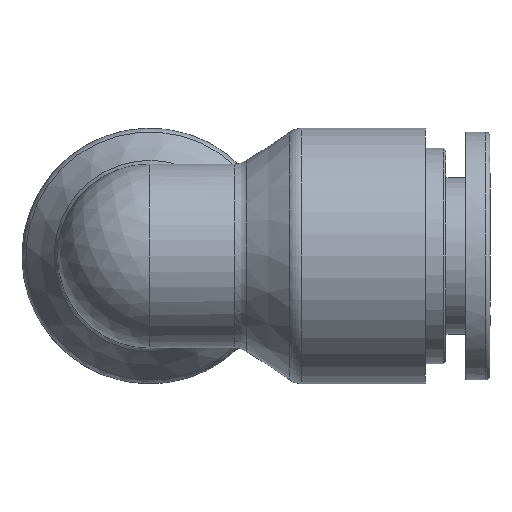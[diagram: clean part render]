
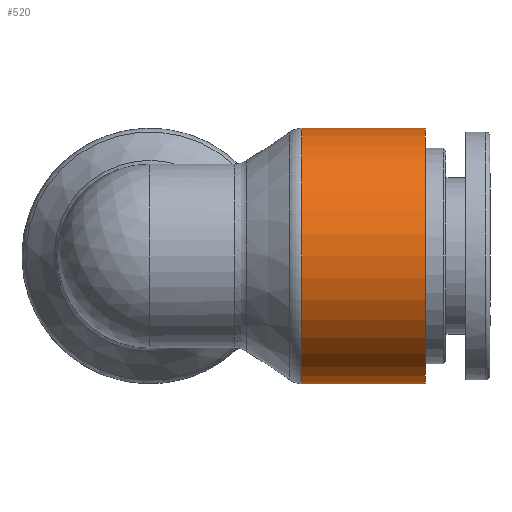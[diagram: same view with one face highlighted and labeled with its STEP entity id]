
A CAD part, left-side view. The second image highlights one B-rep face of the part: STEP entity #520.
In plain terms, the highlighted cylindrical face has radius 11.6 mm (diameter 23.2 mm), a full revolution.
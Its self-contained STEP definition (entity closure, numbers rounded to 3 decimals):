
#419=CARTESIAN_POINT('',(11.6,-13.803,0.));
#420=VERTEX_POINT('',#419);
#421=CARTESIAN_POINT('',(0.,-13.803,0.0));
#422=DIRECTION('',(0.0,1.0,0.0));
#423=DIRECTION('',(-1.0,0.0,0.0));
#424=AXIS2_PLACEMENT_3D('',#421,#422,#423);
#425=CIRCLE('',#424,11.6);
#426=EDGE_CURVE('',#420,#420,#425,.T.);
#501=CARTESIAN_POINT('',(0.,-19.1,0.0));
#502=DIRECTION('',(0.,-1.0,0.0));
#503=DIRECTION('',(1.0,0.0,0.0));
#504=AXIS2_PLACEMENT_3D('',#501,#502,#503);
#505=CYLINDRICAL_SURFACE('',#504,11.6);
#506=CARTESIAN_POINT('',(11.6,-25.0,0.0));
#507=VERTEX_POINT('',#506);
#508=CARTESIAN_POINT('',(0.,-25.0,0.0));
#509=DIRECTION('',(0.0,-1.0,0.0));
#510=DIRECTION('',(1.0,0.0,0.0));
#511=AXIS2_PLACEMENT_3D('',#508,#509,#510);
#512=CIRCLE('',#511,11.6);
#513=EDGE_CURVE('',#507,#507,#512,.T.);
#514=ORIENTED_EDGE('',*,*,#513,.F.);
#515=EDGE_LOOP('',(#514));
#516=FACE_OUTER_BOUND('',#515,.T.);
#517=ORIENTED_EDGE('',*,*,#426,.F.);
#518=EDGE_LOOP('',(#517));
#519=FACE_BOUND('',#518,.T.);
#520=ADVANCED_FACE('',(#516,#519),#505,.T.);
